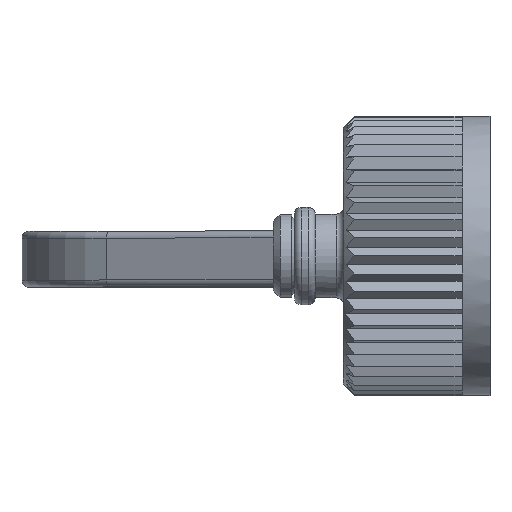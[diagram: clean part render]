
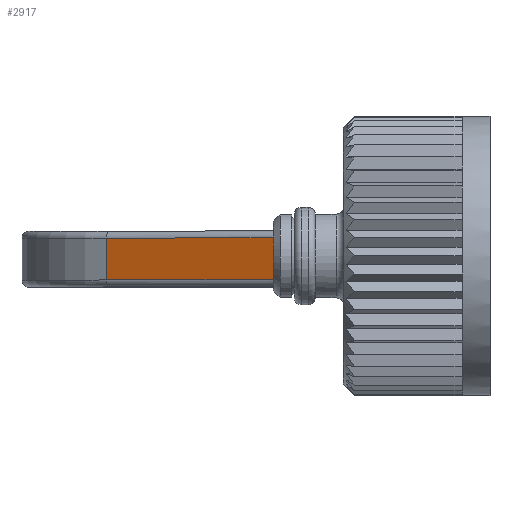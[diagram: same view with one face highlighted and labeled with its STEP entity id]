
A CAD part, top view. The second image highlights one B-rep face of the part: STEP entity #2917.
In plain terms, the highlighted planar face has unit normal (-0.423, 0, 0.906).
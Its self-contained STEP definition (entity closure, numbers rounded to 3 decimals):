
#986=PLANE('',#9058);
#1706=LINE('',#14607,#2356);
#1707=LINE('',#14611,#2357);
#1708=LINE('',#14612,#2358);
#1709=LINE('',#14615,#2359);
#1710=LINE('',#14617,#2360);
#1711=LINE('',#14621,#2361);
#1712=LINE('',#14625,#2362);
#1713=LINE('',#14627,#2363);
#1714=LINE('',#14629,#2364);
#1715=LINE('',#14631,#2365);
#2356=VECTOR('',#10929,1.);
#2357=VECTOR('',#10932,1.);
#2358=VECTOR('',#10933,1.);
#2359=VECTOR('',#10934,1.);
#2360=VECTOR('',#10935,1.);
#2361=VECTOR('',#10938,1.);
#2362=VECTOR('',#10941,1.);
#2363=VECTOR('',#10942,1.);
#2364=VECTOR('',#10943,1.);
#2365=VECTOR('',#10944,1.);
#2917=ADVANCED_FACE('',(#3340,#3341),#986,.T.);
#3340=FACE_BOUND('',#3707,.T.);
#3341=FACE_BOUND('',#3708,.T.);
#3707=EDGE_LOOP('',(#5378,#5379,#5380,#5381));
#3708=EDGE_LOOP('',(#5382,#5383,#5384,#5385,#5386,#5387,#5388,#5389,#5390,
#5391));
#5378=ORIENTED_EDGE('',*,*,#7805,.T.);
#5379=ORIENTED_EDGE('',*,*,#7806,.T.);
#5380=ORIENTED_EDGE('',*,*,#7807,.T.);
#5381=ORIENTED_EDGE('',*,*,#7808,.T.);
#5382=ORIENTED_EDGE('',*,*,#7809,.T.);
#5383=ORIENTED_EDGE('',*,*,#7810,.T.);
#5384=ORIENTED_EDGE('',*,*,#7811,.T.);
#5385=ORIENTED_EDGE('',*,*,#7812,.T.);
#5386=ORIENTED_EDGE('',*,*,#7813,.T.);
#5387=ORIENTED_EDGE('',*,*,#7814,.T.);
#5388=ORIENTED_EDGE('',*,*,#7815,.T.);
#5389=ORIENTED_EDGE('',*,*,#7816,.T.);
#5390=ORIENTED_EDGE('',*,*,#7817,.T.);
#5391=ORIENTED_EDGE('',*,*,#7818,.T.);
#6802=VERTEX_POINT('',#14605);
#6803=VERTEX_POINT('',#14606);
#6804=VERTEX_POINT('',#14608);
#6805=VERTEX_POINT('',#14610);
#6806=VERTEX_POINT('',#14613);
#6807=VERTEX_POINT('',#14614);
#6808=VERTEX_POINT('',#14616);
#6809=VERTEX_POINT('',#14618);
#6810=VERTEX_POINT('',#14620);
#6811=VERTEX_POINT('',#14622);
#6812=VERTEX_POINT('',#14624);
#6813=VERTEX_POINT('',#14626);
#6814=VERTEX_POINT('',#14628);
#6815=VERTEX_POINT('',#14630);
#7805=EDGE_CURVE('',#6802,#6803,#8383,.T.);
#7806=EDGE_CURVE('',#6803,#6804,#1706,.T.);
#7807=EDGE_CURVE('',#6804,#6805,#8384,.T.);
#7808=EDGE_CURVE('',#6805,#6802,#1707,.T.);
#7809=EDGE_CURVE('',#6806,#6807,#1708,.T.);
#7810=EDGE_CURVE('',#6807,#6808,#1709,.T.);
#7811=EDGE_CURVE('',#6808,#6809,#1710,.T.);
#7812=EDGE_CURVE('',#6809,#6810,#8385,.T.);
#7813=EDGE_CURVE('',#6810,#6811,#1711,.T.);
#7814=EDGE_CURVE('',#6811,#6812,#8386,.T.);
#7815=EDGE_CURVE('',#6812,#6813,#1712,.T.);
#7816=EDGE_CURVE('',#6813,#6814,#1713,.T.);
#7817=EDGE_CURVE('',#6814,#6815,#1714,.T.);
#7818=EDGE_CURVE('',#6815,#6806,#1715,.T.);
#8383=CIRCLE('',#9054,1.15);
#8384=CIRCLE('',#9055,1.15);
#8385=CIRCLE('',#9056,1.5);
#8386=CIRCLE('',#9057,1.5);
#9054=AXIS2_PLACEMENT_3D('',#14604,#10927,#10928);
#9055=AXIS2_PLACEMENT_3D('',#14609,#10930,#10931);
#9056=AXIS2_PLACEMENT_3D('',#14619,#10936,#10937);
#9057=AXIS2_PLACEMENT_3D('',#14623,#10939,#10940);
#9058=AXIS2_PLACEMENT_3D('',#14632,#10945,#10946);
#10927=DIRECTION('',(0.423,0.,-0.906));
#10928=DIRECTION('',(-0.906,0.,-0.423));
#10929=DIRECTION('',(-0.906,0.,-0.423));
#10930=DIRECTION('',(0.423,0.,-0.906));
#10931=DIRECTION('',(-0.906,0.,-0.423));
#10932=DIRECTION('',(0.906,0.,0.423));
#10933=DIRECTION('',(0.906,0.,0.423));
#10934=DIRECTION('',(0.641,-0.707,0.299));
#10935=DIRECTION('',(0.906,0.,0.423));
#10936=DIRECTION('',(-0.423,0.,0.906));
#10937=DIRECTION('',(-0.906,0.,-0.423));
#10938=DIRECTION('',(0.,1.,0.));
#10939=DIRECTION('',(-0.423,0.,0.906));
#10940=DIRECTION('',(-0.906,0.,-0.423));
#10941=DIRECTION('',(-0.906,0.,-0.423));
#10942=DIRECTION('',(-0.641,-0.707,-0.299));
#10943=DIRECTION('',(-0.906,0.,-0.423));
#10944=DIRECTION('',(0.,-1.,0.));
#10945=DIRECTION('',(-0.423,0.,0.906));
#10946=DIRECTION('',(-0.906,0.,-0.423));
#14604=CARTESIAN_POINT('',(0.871,0.,-115.657));
#14605=CARTESIAN_POINT('',(0.871,1.15,-115.657));
#14606=CARTESIAN_POINT('',(0.871,-1.15,-115.657));
#14607=CARTESIAN_POINT('',(-3.932,-1.15,-117.897));
#14608=CARTESIAN_POINT('',(-3.932,-1.15,-117.897));
#14609=CARTESIAN_POINT('',(-3.932,0.,-117.897));
#14610=CARTESIAN_POINT('',(-3.932,1.15,-117.897));
#14611=CARTESIAN_POINT('',(0.871,1.15,-115.657));
#14612=CARTESIAN_POINT('',(3.001,-1.5,-114.664));
#14613=CARTESIAN_POINT('',(-16.937,-1.5,-123.961));
#14614=CARTESIAN_POINT('',(-4.061,-1.5,-117.957));
#14615=CARTESIAN_POINT('',(-2.116,-3.646,-117.05));
#14616=CARTESIAN_POINT('',(-3.608,-2.,-117.746));
#14617=CARTESIAN_POINT('',(3.001,-2.,-114.664));
#14618=CARTESIAN_POINT('',(1.189,-2.,-115.509));
#14619=CARTESIAN_POINT('',(1.189,-0.5,-115.509));
#14620=CARTESIAN_POINT('',(2.548,-0.5,-114.875));
#14621=CARTESIAN_POINT('',(2.548,2.,-114.875));
#14622=CARTESIAN_POINT('',(2.548,0.5,-114.875));
#14623=CARTESIAN_POINT('',(1.189,0.5,-115.509));
#14624=CARTESIAN_POINT('',(1.189,2.,-115.509));
#14625=CARTESIAN_POINT('',(3.001,2.,-114.664));
#14626=CARTESIAN_POINT('',(-4.061,2.,-117.957));
#14627=CARTESIAN_POINT('',(-4.288,1.75,-118.063));
#14628=CARTESIAN_POINT('',(-4.515,1.5,-118.168));
#14629=CARTESIAN_POINT('',(-16.937,1.5,-123.961));
#14630=CARTESIAN_POINT('',(-16.937,1.5,-123.961));
#14631=CARTESIAN_POINT('',(-16.937,2.,-123.961));
#14632=CARTESIAN_POINT('',(3.001,2.,-114.664));
